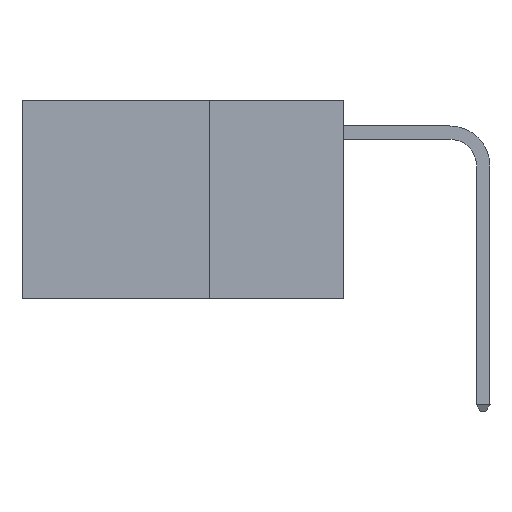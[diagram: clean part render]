
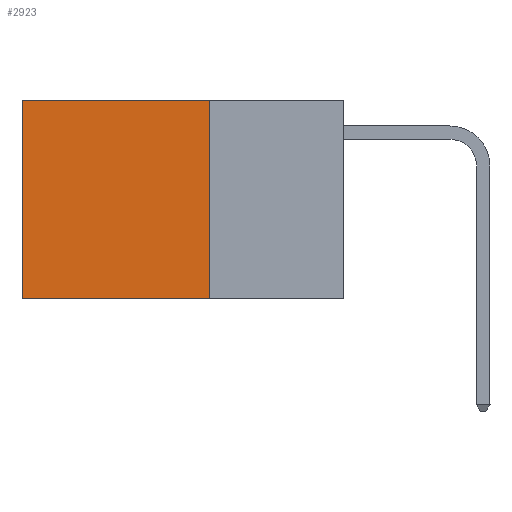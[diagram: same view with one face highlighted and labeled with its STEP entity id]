
A CAD part, left-side view. The second image highlights one B-rep face of the part: STEP entity #2923.
In plain terms, the highlighted planar face has unit normal (-1, 0, 0).
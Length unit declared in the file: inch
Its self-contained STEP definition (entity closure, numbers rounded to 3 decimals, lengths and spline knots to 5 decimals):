
#1719 = CARTESIAN_POINT ( 'NONE',  ( 0.2625, 0.25, 0. ) ) ;
#1824 = VERTEX_POINT ( 'NONE', #3100 ) ;
#1895 = VECTOR ( 'NONE', #7052, 39.37008 ) ;
#2509 = EDGE_LOOP ( 'NONE', ( #10510, #11140, #6330, #13275 ) ) ;
#2639 = LINE ( 'NONE', #1719, #15014 ) ;
#2923 = ADVANCED_FACE ( 'NONE', ( #6976 ), #4867, .F. ) ;
#3100 = CARTESIAN_POINT ( 'NONE',  ( 0.2625, 0.25, 0. ) ) ;
#3534 = CARTESIAN_POINT ( 'NONE',  ( 0.2625, 0.25, -0.37 ) ) ;
#3584 = CARTESIAN_POINT ( 'NONE',  ( 0.2625, 0.6, 0. ) ) ;
#3988 = VECTOR ( 'NONE', #10883, 39.37008 ) ;
#4107 = LINE ( 'NONE', #10288, #3988 ) ;
#4350 = VERTEX_POINT ( 'NONE', #8168 ) ;
#4867 = PLANE ( 'NONE',  #13815 ) ;
#4974 = VECTOR ( 'NONE', #13561, 39.37008 ) ;
#5053 = LINE ( 'NONE', #3584, #4974 ) ;
#5332 = LINE ( 'NONE', #15158, #1895 ) ;
#6330 = ORIENTED_EDGE ( 'NONE', *, *, #15661, .F. ) ;
#6976 = FACE_OUTER_BOUND ( 'NONE', #2509, .T. ) ;
#7052 = DIRECTION ( 'NONE',  ( 0., 1., 0. ) ) ;
#7453 = DIRECTION ( 'NONE',  ( 0., 0., -1. ) ) ;
#7788 = VERTEX_POINT ( 'NONE', #14003 ) ;
#8168 = CARTESIAN_POINT ( 'NONE',  ( 0.2625, 0.6, 0. ) ) ;
#8612 = CARTESIAN_POINT ( 'NONE',  ( 0.2625, 0.25, 0. ) ) ;
#9363 = EDGE_CURVE ( 'NONE', #4350, #7788, #5053, .T. ) ;
#9473 = EDGE_CURVE ( 'NONE', #15259, #7788, #4107, .T. ) ;
#10288 = CARTESIAN_POINT ( 'NONE',  ( 0.2625, 0.25, -0.37 ) ) ;
#10510 = ORIENTED_EDGE ( 'NONE', *, *, #9363, .T. ) ;
#10883 = DIRECTION ( 'NONE',  ( 0., 1., 0. ) ) ;
#11140 = ORIENTED_EDGE ( 'NONE', *, *, #9473, .F. ) ;
#12046 = DIRECTION ( 'NONE',  ( 1., 0., 0. ) ) ;
#12699 = DIRECTION ( 'NONE',  ( 0., 0., -1. ) ) ;
#13275 = ORIENTED_EDGE ( 'NONE', *, *, #14079, .T. ) ;
#13561 = DIRECTION ( 'NONE',  ( 0., 0., -1. ) ) ;
#13815 = AXIS2_PLACEMENT_3D ( 'NONE', #8612, #12046, #7453 ) ;
#14003 = CARTESIAN_POINT ( 'NONE',  ( 0.2625, 0.6, -0.37 ) ) ;
#14079 = EDGE_CURVE ( 'NONE', #1824, #4350, #5332, .T. ) ;
#15014 = VECTOR ( 'NONE', #12699, 39.37008 ) ;
#15158 = CARTESIAN_POINT ( 'NONE',  ( 0.2625, 0.25, 0. ) ) ;
#15259 = VERTEX_POINT ( 'NONE', #3534 ) ;
#15661 = EDGE_CURVE ( 'NONE', #1824, #15259, #2639, .T. ) ;
